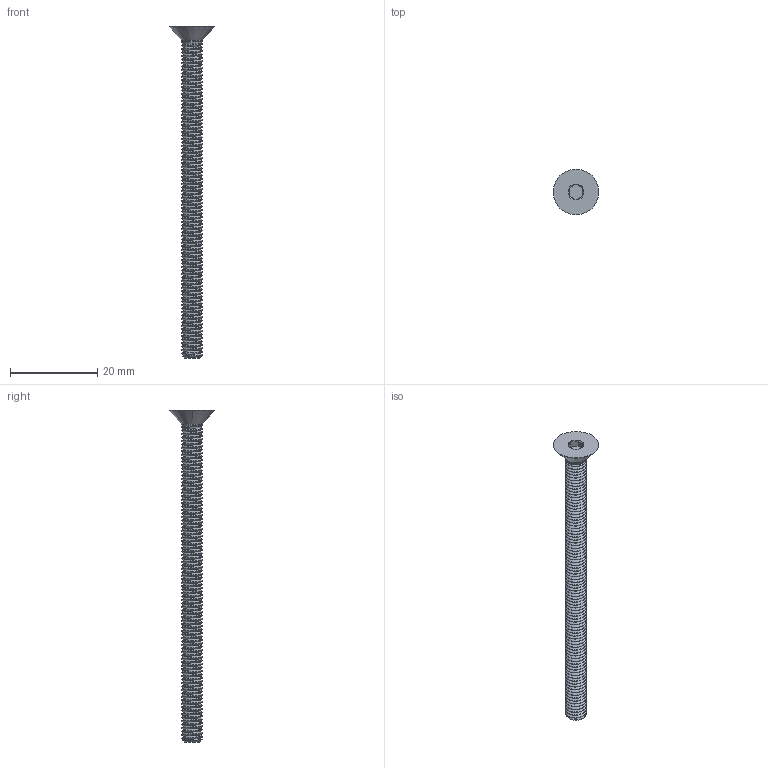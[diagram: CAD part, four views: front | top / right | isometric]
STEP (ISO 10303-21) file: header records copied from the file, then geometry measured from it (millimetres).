
FILE_DESCRIPTION (( 'STEP AP203' ), '1' );
FILE_NAME ('91253A024_Black-Oxide Alloy Steel Hex Drive Flat Head Screw.STEP', '2022-10-24T14:07:21', ( 'Administrator' ), ( 'Managed by Terraform' ), 'SwSTEP 2.0', 'SolidWorks 2017', '' );
FILE_SCHEMA (( 'CONFIG_CONTROL_DESIGN' ));
Length unit declared in the file: inch
Products named in the file (1): 91253A024_Black-Oxide Alloy Steel Hex Drive Flat Head Screw
Bounding box: 10.44 x 10.44 x 76.2 mm (x, y, z)
Volume: 1232.6 mm3; surface area: 1938.8 mm2
Topology: 1 solids, 1 shells, 215 faces, 615 edges, 403 vertices
Faces by surface type: cylinder 185, cone 16, plane 9, bspline 3, torus 2
Entity records: 18099 total; most frequent: CARTESIAN_POINT 13546, ORIENTED_EDGE 1230, DIRECTION 675, EDGE_CURVE 615, VERTEX_POINT 403, AXIS2_PLACEMENT_3D 235, EDGE_LOOP 216, ADVANCED_FACE 215
